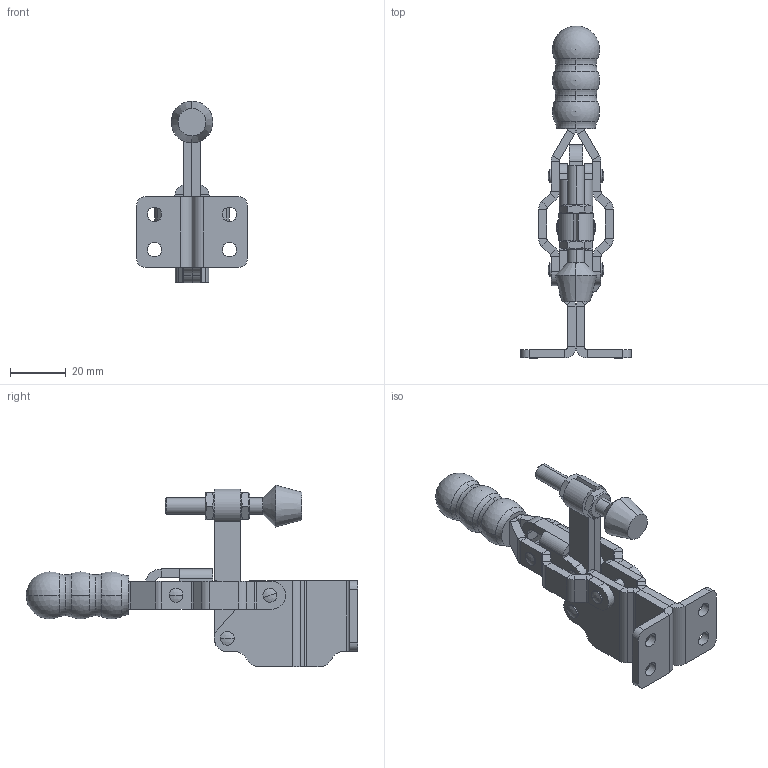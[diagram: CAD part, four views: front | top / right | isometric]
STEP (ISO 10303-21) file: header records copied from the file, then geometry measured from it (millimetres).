
FILE_DESCRIPTION (( 'STEP AP203' ), '1' );
FILE_NAME ('HS-12050-HB装配体.STEP', '2018-12-07T00:53:03', ( 'PCOS' ), ( '微软中国' ), 'SwSTEP 2.0', 'SolidWorks 2012', '' );
FILE_SCHEMA (( 'CONFIG_CONTROL_DESIGN' ));
Length unit declared in the file: millimetre
Products named in the file (12): HS-12050-HB蚾饜极; hex thin nuts-grades ab-chamfered gb_GB_FASTENER_NUT_STNAB M6-N; hexagon head bolts-full thread gb_GB_FASTENER_BOLT_STBAB A M6X40-C; 眻忒參; 酗种; 埴陑揤參; 揤輸; 忒梟; 蟀裝; 傻种; HB-菁釱酘; HB-菁釱衵
Assembly tree (16 placements, depth 2):
  HS-12050-HB蚾饜极
    HB-菁釱衵
    HB-菁釱酘
    傻种  x2
    蟀裝
    忒梟  x2
    揤輸
    埴陑揤參  x2
    酗种  x2
    眻忒參
    hexagon head bolts-full thread gb_GB_FASTENER_BOLT_STBAB A M6X40-C
    hex thin nuts-grades ab-chamfered gb_GB_FASTENER_NUT_STNAB M6-N  x2
Bounding box: 39.7 x 119.5 x 65.41 mm (x, y, z)
Volume: 29990.8 mm3; surface area: 24911.5 mm2
Topology: 16 solids, 16 shells, 848 faces, 2143 edges, 1364 vertices
Faces by surface type: plane 440, cylinder 192, bspline 154, cone 30, sphere 22, torus 10
Entity records: 30106 total; most frequent: CARTESIAN_POINT 11634, ORIENTED_EDGE 3760, DIRECTION 3114, EDGE_CURVE 1880, VERTEX_POINT 1207, LINE 1156, VECTOR 1156, AXIS2_PLACEMENT_3D 979
